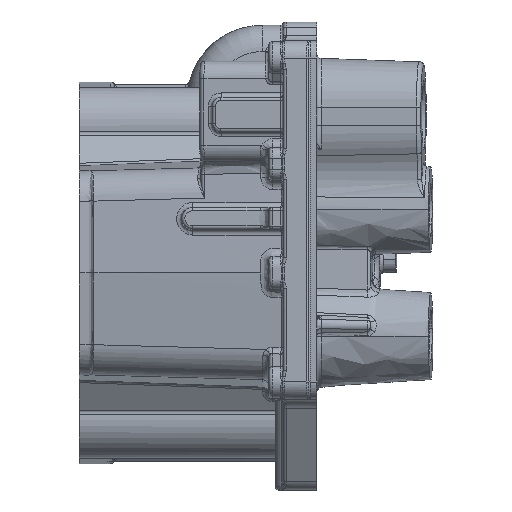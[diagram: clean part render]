
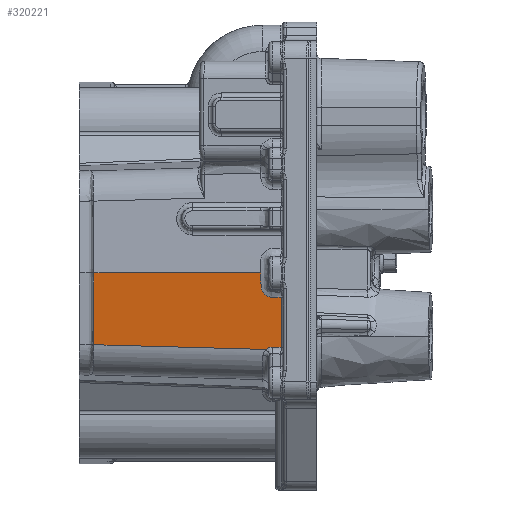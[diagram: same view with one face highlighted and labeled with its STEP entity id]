
A CAD part, left-side view. The second image highlights one B-rep face of the part: STEP entity #320221.
In plain terms, the highlighted planar face has unit normal (-0.994, 0.087, -0.07).
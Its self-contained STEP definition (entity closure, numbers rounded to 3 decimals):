
#208301=CARTESIAN_POINT(' ',(-276.198,574.31,292.183));
#208306=DIRECTION(' ',(-0.07,0.,0.998));
#208311=VECTOR(' ',#208306,1.);
#208316=LINE('',#208301,#208311);
#208321=CARTESIAN_POINT(' ',(-276.198,574.31,292.183));
#208322=VERTEX_POINT(' ',#208321);
#208326=CARTESIAN_POINT(' ',(-280.8,574.31,358.));
#208327=VERTEX_POINT(' ',#208326);
#208331=EDGE_CURVE(' ',#208322,#208327,#208316,.T.);
#319751=CARTESIAN_POINT(' ',(-289.747,416.35,287.832));
#319752=VERTEX_POINT(' ',#319751);
#319766=CARTESIAN_POINT(' ',(-289.747,416.35,287.832));
#319771=DIRECTION(' ',(0.085,0.996,0.027));
#319776=VECTOR(' ',#319771,1.);
#319781=LINE('',#319766,#319776);
#319786=EDGE_CURVE(' ',#319752,#208322,#319781,.T.);
#319861=DIRECTION(' ',(-0.994,0.087,-0.069));
#319866=CARTESIAN_POINT(' ',(-275.896,574.283,287.832));
#319871=DIRECTION(' ',(-0.087,-0.996,0.));
#319876=AXIS2_PLACEMENT_3D(' ',#319866,#319861,#319871);
#319881=PLANE('',#319876);
#319886=CARTESIAN_POINT(' ',(-291.062,402.826,289.673));
#319891=DIRECTION(' ',(-0.07,0.,0.998));
#319896=VECTOR(' ',#319891,1.);
#319901=LINE('',#319886,#319896);
#319906=CARTESIAN_POINT(' ',(-291.062,402.826,289.673));
#319907=VERTEX_POINT(' ',#319906);
#319911=CARTESIAN_POINT(' ',(-294.27,402.826,335.556));
#319912=VERTEX_POINT(' ',#319911);
#319916=EDGE_CURVE(' ',#319907,#319912,#319901,.T.);
#319921=ORIENTED_EDGE(' ',*,*,#319916,.T.);
#319926=CARTESIAN_POINT(' ',(-294.27,402.826,335.556));
#319931=CARTESIAN_POINT(' ',(-294.004,405.87,335.568));
#319936=CARTESIAN_POINT(' ',(-294.072,405.154,335.534));
#319941=CARTESIAN_POINT(' ',(-293.786,408.433,335.56));
#319946=CARTESIAN_POINT(' ',(-293.702,409.405,335.567));
#319951=CARTESIAN_POINT(' ',(-293.611,410.395,335.59));
#319956=CARTESIAN_POINT(' ',(-293.533,411.315,335.635));
#319961=CARTESIAN_POINT(' ',(-293.44,412.418,335.69));
#319966=CARTESIAN_POINT(' ',(-293.345,413.798,336.061));
#319971=CARTESIAN_POINT(' ',(-293.29,414.761,336.482));
#319976=CARTESIAN_POINT(' ',(-293.176,416.758,337.354));
#319981=CARTESIAN_POINT(' ',(-293.136,418.311,338.74));
#319986=CARTESIAN_POINT(' ',(-293.156,419.443,340.437));
#319991=CARTESIAN_POINT(' ',(-293.171,420.33,341.77));
#319996=CARTESIAN_POINT(' ',(-293.23,420.944,343.369));
#320001=CARTESIAN_POINT(' ',(-293.314,421.164,344.841));
#320006=CARTESIAN_POINT(' ',(-293.397,421.385,346.312));
#320011=CARTESIAN_POINT(' ',(-293.52,421.3,347.955));
#320016=CARTESIAN_POINT(' ',(-293.612,421.295,349.261));
#320021=CARTESIAN_POINT(' ',(-293.704,421.29,350.566));
#320026=CARTESIAN_POINT(' ',(-293.752,421.291,351.369));
#320031=CARTESIAN_POINT(' ',(-293.793,421.293,351.948));
#320036=CARTESIAN_POINT(' ',(-293.833,421.295,352.527));
#320041=CARTESIAN_POINT(' ',(-293.859,421.292,352.882));
#320046=CARTESIAN_POINT(' ',(-293.887,421.296,353.292));
#320051=CARTESIAN_POINT(' ',(-293.916,421.299,353.702));
#320056=CARTESIAN_POINT(' ',(-293.963,421.305,354.165));
#320061=CARTESIAN_POINT(' ',(-294.019,421.305,354.964));
#320066=CARTESIAN_POINT(' ',(-294.068,421.305,355.66));
#320071=CARTESIAN_POINT(' ',(-294.098,421.303,356.61));
#320076=CARTESIAN_POINT(' ',(-294.195,421.297,357.998));
#320081=B_SPLINE_CURVE_WITH_KNOTS('',3,(#319926,#319931,#319936,#319941,#319946,#319951,#319956,#319961,#319966,#319971,#319976,#319981,#319986,#319991,#319996,#320001,#320006,#320011,#320016,#320021,#320026,#320031,#320036,#320041,#320046,#320051,#320056,#320061,#320066,#320071,#320076),.UNSPECIFIED.,.F.,.U.,(4,3,3,3,3,3,3,3,3,3,4),(0.,0.173,0.224,0.285,0.413,0.513,0.613,0.713,0.813,0.913,1.),.UNSPECIFIED.);
#320086=CARTESIAN_POINT(' ',(-294.195,421.297,357.998));
#320087=VERTEX_POINT(' ',#320086);
#320091=EDGE_CURVE(' ',#319912,#320087,#320081,.T.);
#320096=ORIENTED_EDGE(' ',*,*,#320091,.T.);
#320101=CARTESIAN_POINT(' ',(-294.195,421.297,357.998));
#320106=DIRECTION(' ',(0.087,0.996,0.));
#320111=VECTOR(' ',#320106,1.);
#320116=LINE('',#320101,#320111);
#320121=EDGE_CURVE(' ',#320087,#208327,#320116,.T.);
#320126=ORIENTED_EDGE(' ',*,*,#320121,.T.);
#320131=ORIENTED_EDGE(' ',*,*,#208331,.F.);
#320136=ORIENTED_EDGE(' ',*,*,#319786,.F.);
#320141=CARTESIAN_POINT(' ',(-289.785,410.691,281.277));
#320146=DIRECTION(' ',(0.994,-0.087,0.069));
#320151=DIRECTION(' ',(0.004,0.653,0.757));
#320156=AXIS2_PLACEMENT_3D(' ',#320141,#320146,#320151);
#320161=CIRCLE('',#320156,8.66);
#320166=CARTESIAN_POINT(' ',(-290.408,410.477,289.911));
#320167=VERTEX_POINT(' ',#320166);
#320171=EDGE_CURVE(' ',#319752,#320167,#320161,.T.);
#320176=ORIENTED_EDGE(' ',*,*,#320171,.T.);
#320181=CARTESIAN_POINT(' ',(-290.408,410.477,289.911));
#320186=DIRECTION(' ',(-0.085,-0.996,-0.031));
#320191=VECTOR(' ',#320186,1.);
#320196=LINE('',#320181,#320191);
#320201=EDGE_CURVE(' ',#320167,#319907,#320196,.T.);
#320206=ORIENTED_EDGE(' ',*,*,#320201,.T.);
#320211=EDGE_LOOP(' ',(#319921,#320096,#320126,#320131,#320136,#320176,#320206));
#320216=FACE_OUTER_BOUND(' ',#320211,.T.);
#320221=ADVANCED_FACE('',(#320216),#319881,.T.);
